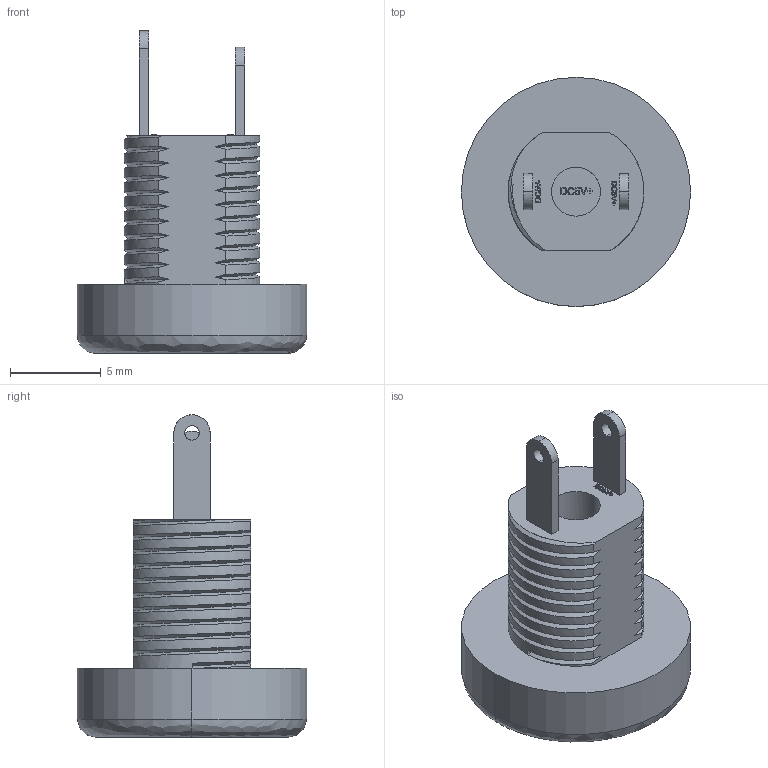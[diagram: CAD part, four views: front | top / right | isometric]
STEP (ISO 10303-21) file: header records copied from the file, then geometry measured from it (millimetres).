
FILE_DESCRIPTION (( 'STEP AP203' ), '1' );
FILE_NAME ('DC5V_JACK.STEP_默认_sldprt.STEP', '2025-11-13T14:25:21', ( '' ), ( '' ), 'SwSTEP 2.0', 'SolidWorks 2020', '' );
FILE_SCHEMA (( 'CONFIG_CONTROL_DESIGN' ));
Length unit declared in the file: millimetre
Products named in the file (1): DC5V_JACK.STEP_默认_sldprt
Bounding box: 12.65 x 12.65 x 17.8 mm (x, y, z)
Volume: 695.1 mm3; surface area: 790.2 mm2
Topology: 1 solids, 1 shells, 386 faces, 1079 edges, 717 vertices
Faces by surface type: bspline 208, plane 128, cylinder 50
Entity records: 25728 total; most frequent: CARTESIAN_POINT 17369, ORIENTED_EDGE 2154, EDGE_CURVE 1077, DIRECTION 927, VERTEX_POINT 717, VECTOR 535, LINE 535, B_SPLINE_CURVE_WITH_KNOTS 523
